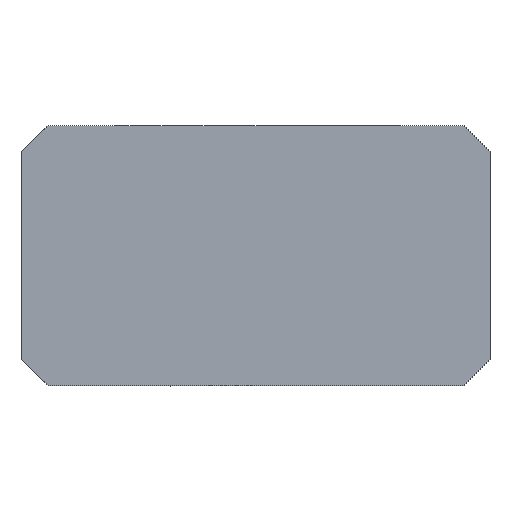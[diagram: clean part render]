
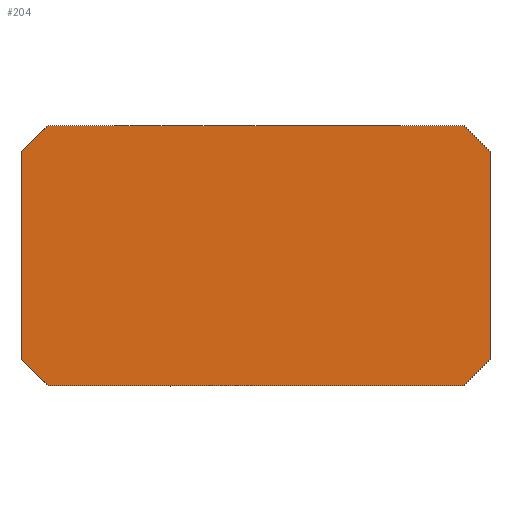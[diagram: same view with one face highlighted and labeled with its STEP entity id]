
A CAD part, front view. The second image highlights one B-rep face of the part: STEP entity #204.
In plain terms, the highlighted planar face has unit normal (0, -1, 0).
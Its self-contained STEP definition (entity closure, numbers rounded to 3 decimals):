
#112=EDGE_CURVE('',#126,#226,#280,.T.);
#124=EDGE_CURVE('',#240,#126,#293,.T.);
#126=VERTEX_POINT('',#295);
#134=EDGE_CURVE('',#160,#214,#303,.T.);
#158=EDGE_CURVE('',#174,#160,#332,.T.);
#160=VERTEX_POINT('',#334);
#164=EDGE_CURVE('',#186,#174,#338,.T.);
#174=VERTEX_POINT('',#349);
#180=EDGE_CURVE('',#216,#186,#356,.T.);
#186=VERTEX_POINT('',#362);
#204=ADVANCED_FACE('',(#383),#384,.T.);
#212=EDGE_CURVE('',#226,#216,#393,.T.);
#214=VERTEX_POINT('',#395);
#216=VERTEX_POINT('',#397);
#226=VERTEX_POINT('',#407);
#234=EDGE_CURVE('',#214,#240,#418,.T.);
#240=VERTEX_POINT('',#425);
#280=LINE('',#460,#461);
#293=LINE('',#476,#477);
#295=CARTESIAN_POINT('',(9.0,-11.0,9.0));
#303=LINE('',#488,#489);
#332=LINE('',#531,#532);
#334=CARTESIAN_POINT('',(-9.0,-11.0,9.0));
#338=LINE('',#541,#542);
#349=CARTESIAN_POINT('',(-9.0,-11.0,1.0));
#356=LINE('',#567,#568);
#362=CARTESIAN_POINT('',(-8.0,-11.0,0.0));
#383=FACE_OUTER_BOUND('',#604,.T.);
#384=PLANE('',#605);
#393=LINE('',#617,#618);
#395=CARTESIAN_POINT('',(-8.0,-11.0,10.0));
#397=CARTESIAN_POINT('',(8.0,-11.0,0.0));
#407=CARTESIAN_POINT('',(9.0,-11.0,1.0));
#418=LINE('',#650,#651);
#425=CARTESIAN_POINT('',(8.0,-11.0,10.0));
#460=CARTESIAN_POINT('',(9.0,-11.0,1.0));
#461=VECTOR('',#680,1.0);
#476=CARTESIAN_POINT('',(9.0,-11.0,9.0));
#477=VECTOR('',#692,1.0);
#488=CARTESIAN_POINT('',(-8.0,-11.0,10.0));
#489=VECTOR('',#693,1.0);
#531=CARTESIAN_POINT('',(-9.0,-11.0,9.0));
#532=VECTOR('',#736,1.0);
#541=CARTESIAN_POINT('',(-9.0,-11.0,1.0));
#542=VECTOR('',#738,1.0);
#567=CARTESIAN_POINT('',(-8.0,-11.0,0.0));
#568=VECTOR('',#758,1.0);
#604=EDGE_LOOP('',(#795,#796,#797,#798,#799,#800,#801,#802));
#605=AXIS2_PLACEMENT_3D('',#803,#804,#805);
#617=CARTESIAN_POINT('',(8.0,-11.0,0.0));
#618=VECTOR('',#820,1.0);
#650=CARTESIAN_POINT('',(8.0,-11.0,10.0));
#651=VECTOR('',#842,1.0);
#680=DIRECTION('',(0.0,0.,-1.0));
#692=DIRECTION('',(0.707,0.,-0.707));
#693=DIRECTION('',(0.707,0.,0.707));
#736=DIRECTION('',(0.0,0.,1.0));
#738=DIRECTION('',(-0.707,0.,0.707));
#758=DIRECTION('',(-1.0,0.0,0.0));
#795=ORIENTED_EDGE('',*,*,#212,.F.);
#796=ORIENTED_EDGE('',*,*,#112,.F.);
#797=ORIENTED_EDGE('',*,*,#124,.F.);
#798=ORIENTED_EDGE('',*,*,#234,.F.);
#799=ORIENTED_EDGE('',*,*,#134,.F.);
#800=ORIENTED_EDGE('',*,*,#158,.F.);
#801=ORIENTED_EDGE('',*,*,#164,.F.);
#802=ORIENTED_EDGE('',*,*,#180,.F.);
#803=CARTESIAN_POINT('',(0.0,-11.0,5.0));
#804=DIRECTION('',(0.0,-1.0,0.));
#805=DIRECTION('',(1.0,0.0,0.0));
#820=DIRECTION('',(-0.707,0.,-0.707));
#842=DIRECTION('',(1.0,0.0,0.0));
